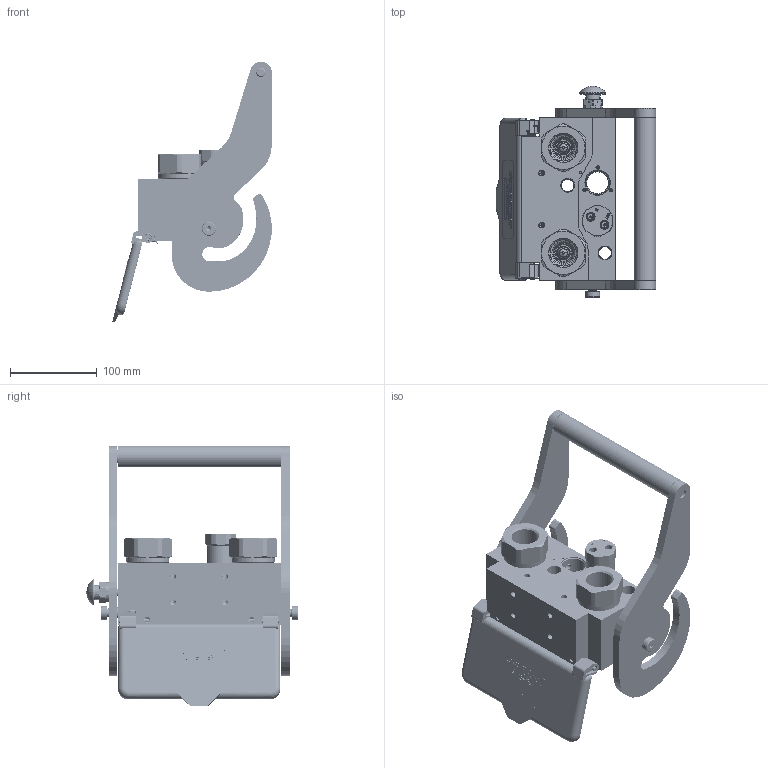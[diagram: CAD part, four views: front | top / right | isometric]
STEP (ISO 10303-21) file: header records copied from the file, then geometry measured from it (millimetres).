
FILE_DESCRIPTION (( 'STEP AP214' ), '1' );
FILE_NAME ('FASTER.step', '2024-09-19T06:20:31', ( '' ), ( '' ), 'SwSTEP 2.0', 'SolidWorks 2017', '' );
FILE_SCHEMA (( 'AUTOMOTIVE_DESIGN' ));
Length unit declared in the file: millimetre
Products named in the file (32): curs_molla_1; 4830_001_0005_301.prt; 4830_025_1000_000.prt; 4142_072_1000_300; Copia di 4840_027_0000_001.prt; 2ffngs12_aa_f; Copia di 4860_024_0000_010.prt; 4340_014_0000_000; curs_molla_12; 4830_001_0004_000.prt; et011; 4850_001_0001_005.prt; FASTER; 4860_013_0000_000.prt; Copia di 4830_025_0000_001.prt; 4830_025_2000_000.prt; Copia di 4860_024_0000_020.prt; 4850_050_0000_000.prt; Copia di 0048_042_0412_001.prt; 4860_024_0002_000.asm; A_2ffngs12_aa_f; 2ffnb1_gas_f; P4A_F_BASE; 4830_070_0000_001.prt; sicura_p5.asm; A_2ffnb1_gas_f; 4830_001_0005_300.prt; Copia di or1_5x7_m.prt; 4860_024_0002_000; 4830_022_0000_011.prt; 4860_020_0003_000.prt
Assembly tree (35 placements, depth 4):
  FASTER
    P4A_F_BASE
      4860_020_0003_000.prt
      4860_013_0000_000.prt  x2
      4830_001_0004_000.prt  x2
      4850_050_0000_000.prt  x2
      4830_001_0005_301.prt
      4850_001_0001_005.prt
      4830_001_0005_300.prt
    A_2ffnb1_gas_f  x2
      curs_molla_1
      2ffnb1_gas_f
    A_2ffngs12_aa_f
      curs_molla_12
        4340_014_0000_000
        4142_072_1000_300
      2ffngs12_aa_f
        2ffngs12_aa_f
    4860_024_0002_000
      4860_024_0002_000.asm
        Copia di 4840_027_0000_001.prt
        Copia di 4860_024_0000_010.prt
        Copia di 4860_024_0000_020.prt
      4830_025_1000_000.prt
      sicura_p5.asm
        Copia di 4830_025_0000_001.prt
        Copia di or1_5x7_m.prt
        Copia di 0048_042_0412_001.prt
      4830_070_0000_001.prt
      4830_022_0000_011.prt
      4830_025_2000_000.prt
    et011
Bounding box: 183.81 x 243.58 x 300.14 mm (x, y, z)
Volume: 362120.2 mm3; surface area: 435830.3 mm2
Topology: 22 solids, 67 shells, 3814 faces, 9506 edges, 5983 vertices
Faces by surface type: plane 1978, cylinder 772, cone 456, torus 300, bspline 285, sphere 23
Entity records: 144144 total; most frequent: CARTESIAN_POINT 54475, ORIENTED_EDGE 17070, DIRECTION 15650, EDGE_CURVE 8593, VECTOR 5726, LINE 5726, VERTEX_POINT 5471, AXIS2_PLACEMENT_3D 4962
